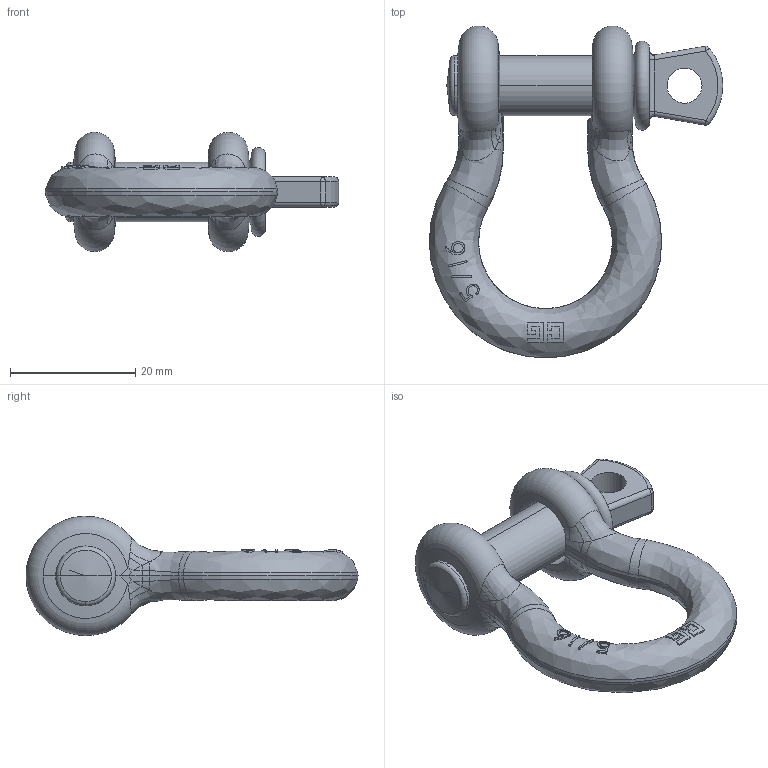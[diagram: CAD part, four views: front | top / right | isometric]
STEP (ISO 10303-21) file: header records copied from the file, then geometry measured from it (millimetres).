
FILE_DESCRIPTION((''),'2;1');
FILE_NAME('CROSBY_209_031','2003-11-18T',('adoughty'),('The Crosby Group, Inc.'),'PRO/ENGINEER BY PARAMETRIC TECHNOLOGY CORPORATION, 2001150','PRO/ENGINEER BY PARAMETRIC TECHNOLOGY CORPORATION, 2001150','');
FILE_SCHEMA(('CONFIG_CONTROL_DESIGN'));
Length unit declared in the file: inch
Products named in the file (1): CROSBY_209_031
Bounding box: 46.81 x 52.96 x 19.04 mm (x, y, z)
Volume: 8859.1 mm3; surface area: 5165.7 mm2
Topology: 2 solids, 2 shells, 200 faces, 479 edges, 285 vertices
Faces by surface type: bspline 85, plane 49, cone 19, cylinder 19, extrusion 14, torus 10, sphere 4
Entity records: 9893 total; most frequent: CARTESIAN_POINT 5988, ORIENTED_EDGE 954, DIRECTION 538, EDGE_CURVE 477, VERTEX_POINT 285, B_SPLINE_CURVE_WITH_KNOTS 272, EDGE_LOOP 210, AXIS2_PLACEMENT_3D 204
